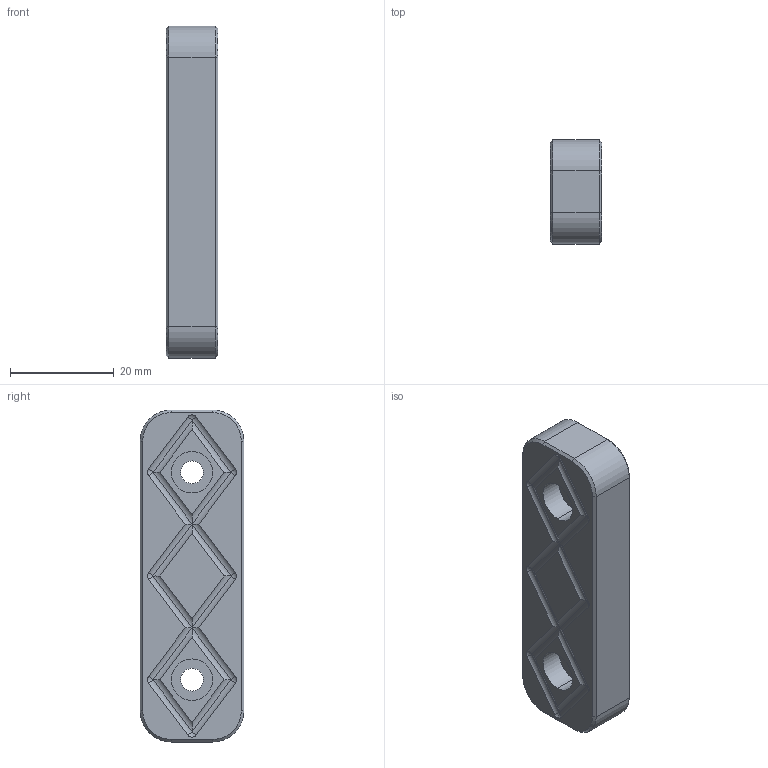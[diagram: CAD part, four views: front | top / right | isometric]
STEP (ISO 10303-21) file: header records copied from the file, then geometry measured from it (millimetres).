
FILE_DESCRIPTION(('STEP AP214'),'1');
FILE_NAME('cctmp_AE3F354D-E06A-437C-A70A-E83EC827AE3F_2023_08_28_17_18_52_0348_17796..stp','2023-08-28T15:18:52',('HASCO Hasenclever GmbH & Co. KG'),('CADClick - www.CADClick.com'),'Spatial InterOp 3D',' ','unknown authorization');
FILE_SCHEMA(('AUTOMOTIVE_DESIGN'));
Length unit declared in the file: millimetre
Products named in the file (1): Z557/20x64x10
Bounding box: 10 x 20 x 64 mm (x, y, z)
Volume: 11742.1 mm3; surface area: 4331.9 mm2
Topology: 1 solids, 1 shells, 73 faces, 160 edges, 92 vertices
Faces by surface type: cylinder 36, plane 19, sphere 10, cone 8
Entity records: 2594 total; most frequent: DIRECTION 384, CARTESIAN_POINT 326, ORIENTED_EDGE 320, EDGE_CURVE 160, AXIS2_PLACEMENT_3D 150, VERTEX_POINT 92, LINE 84, VECTOR 84
